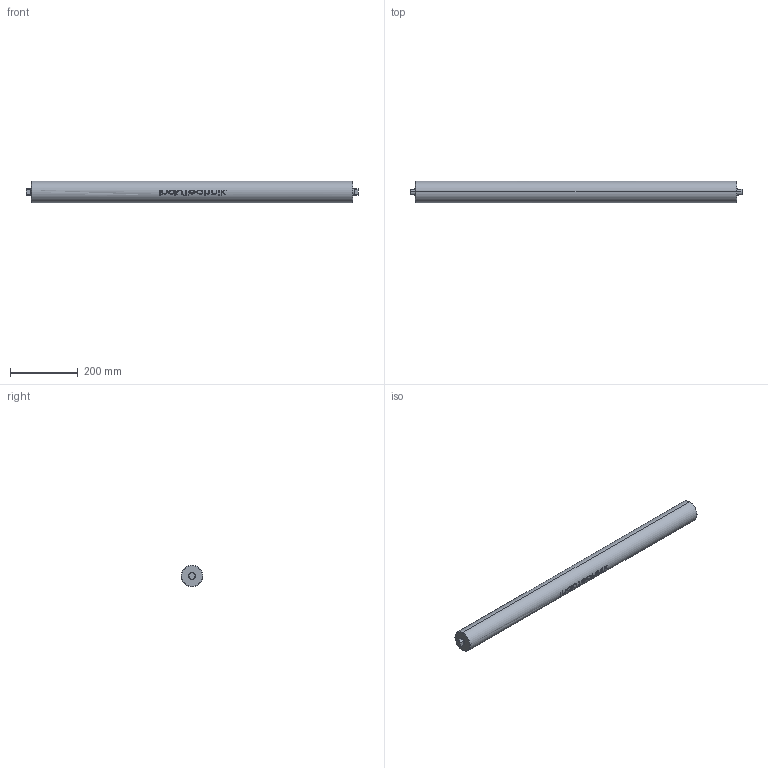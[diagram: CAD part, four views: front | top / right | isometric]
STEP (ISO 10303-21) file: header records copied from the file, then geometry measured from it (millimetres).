
FILE_DESCRIPTION (( 'STEP AP214' ), '1' );
FILE_NAME ('NT.063.0950.100.STEP', '2017-05-16T11:46:49', ( '' ), ( '' ), 'SwSTEP 2.0', 'SolidWorks 2014', '' );
FILE_SCHEMA (( 'AUTOMOTIVE_DESIGN' ));
Length unit declared in the file: millimetre
Products named in the file (2): NT.063.0950.100
Bounding box: 982 x 63.7 x 63.5 mm (x, y, z)
Volume: 3017996.3 mm3; surface area: 198329.3 mm2
Topology: 1 solids, 1 shells, 294 faces, 782 edges, 520 vertices
Faces by surface type: plane 170, bspline 110, cylinder 10, torus 4
Entity records: 16007 total; most frequent: CARTESIAN_POINT 9186, ORIENTED_EDGE 1564, DIRECTION 1014, EDGE_CURVE 782, VERTEX_POINT 520, LINE 454, VECTOR 454, EDGE_LOOP 324
